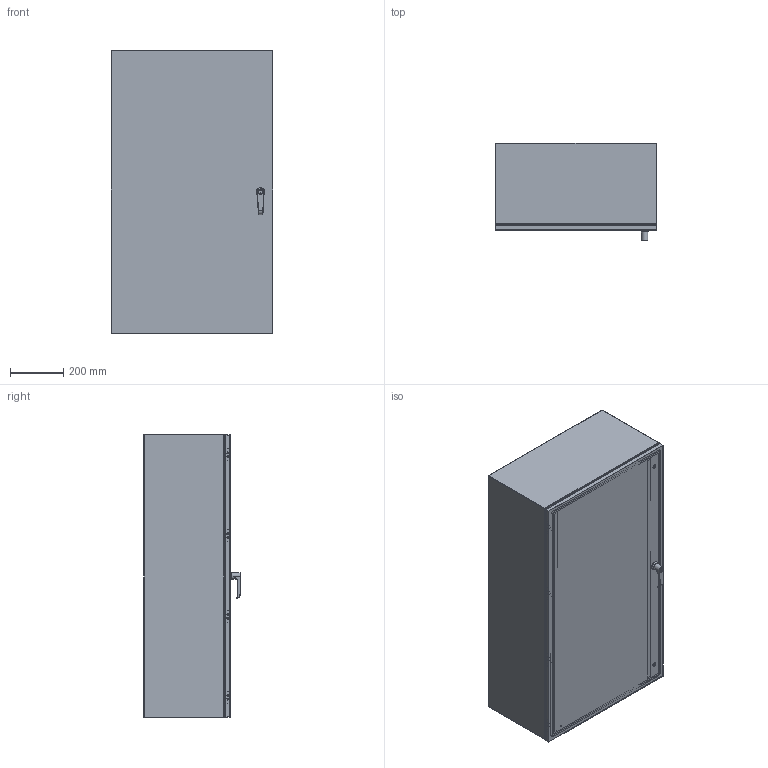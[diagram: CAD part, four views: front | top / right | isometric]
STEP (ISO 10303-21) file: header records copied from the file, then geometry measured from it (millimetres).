
FILE_DESCRIPTION (( 'STEP AP214' ), '1' );
FILE_NAME ('EN4SD422412GY.STEP', '2021-09-08T17:59:48', ( '' ), ( '' ), 'SwSTEP 2.0', 'SolidWorks 2021', '' );
FILE_SCHEMA (( 'AUTOMOTIVE_DESIGN' ));
Length unit declared in the file: inch
Products named in the file (1): EN4SD422412GY
Bounding box: 609.6 x 364.92 x 1066.8 mm (x, y, z)
Volume: 4956895.2 mm3; surface area: 5455850.3 mm2
Topology: 49 solids, 50 shells, 956 faces, 2206 edges, 1396 vertices
Faces by surface type: plane 502, cylinder 303, bspline 75, torus 59, cone 13, sphere 4
Full cylindrical faces by diameter (mm): 4.369 x4, 4.47 x6, 4.976 x3, 5.74 x4, 5.893 x1, 6.096 x4, 6.35 x7, 6.502 x2, 6.731 x3, 6.858 x6, 7.137 x2, 7.417 x4, 7.937 x2, 7.938 x8, 8.001 x2, 10.008 x2, 10.109 x12, 10.49 x3, 11.049 x2, 11.557 x8, 11.989 x2, 12.7 x4, 12.954 x2, 13.335 x1, 15.875 x6, 16.002 x2, 16.764 x1, 19.05 x1, 19.169 x1, 23.622 x1
Entity records: 34496 total; most frequent: CARTESIAN_POINT 13638, DIRECTION 4057, ORIENTED_EDGE 3906, EDGE_CURVE 1953, AXIS2_PLACEMENT_3D 1455, VERTEX_POINT 1342, EDGE_LOOP 1267, LINE 1147
